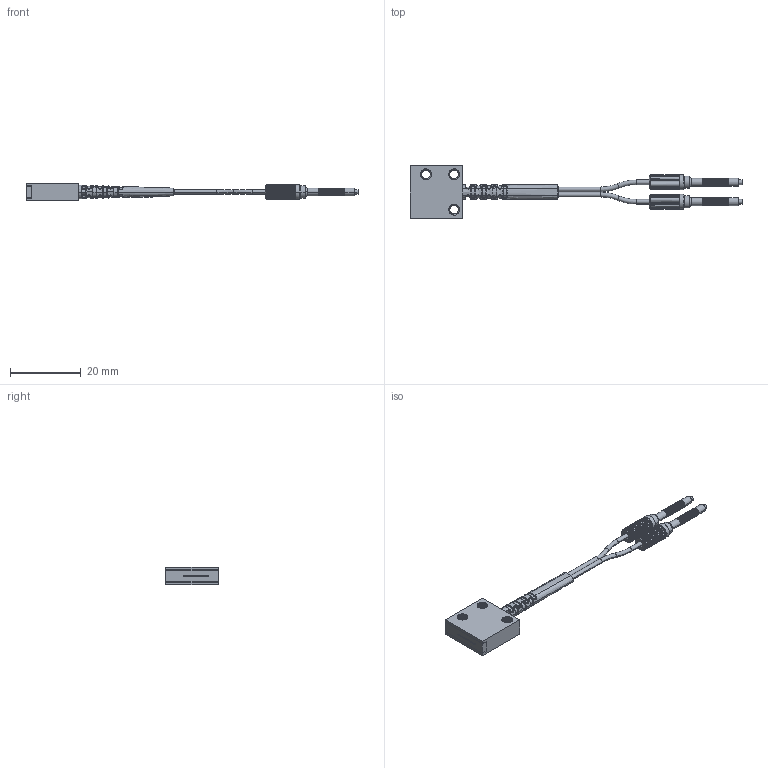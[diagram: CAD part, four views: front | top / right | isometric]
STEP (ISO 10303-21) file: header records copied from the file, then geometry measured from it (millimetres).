
FILE_DESCRIPTION((''),'2;1');
FILE_NAME('PR15Q_ASM','2022-03-01T10:42:25',('Administrator'),(''),'CREO PARAMETRIC BY PTC INC, 2021023','CREO PARAMETRIC BY PTC INC, 2021023','');
FILE_SCHEMA(('CONFIG_CONTROL_DESIGN'));
Products named in the file (1): PR15Q_ASM
Bounding box: 94 x 15 x 5 mm (x, y, z)
Surface area: 2615.9 mm2 (no closed solid volume)
Topology: 0 solids, 58 shells, 728 faces, 2753 edges, 1904 vertices
Faces by surface type: cylinder 439, bspline 164, torus 72, cone 22, plane 18, extrusion 13
Entity records: 45182 total; most frequent: CARTESIAN_POINT 23954, DIRECTION 4236, ORIENTED_EDGE 4166, EDGE_CURVE 2753, VERTEX_POINT 1904, AXIS2_PLACEMENT_3D 1810, CIRCLE 1258, B_SPLINE_CURVE_WITH_KNOTS 905
